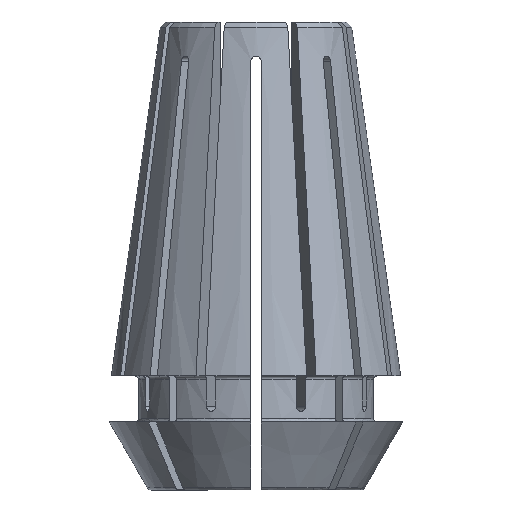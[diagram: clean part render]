
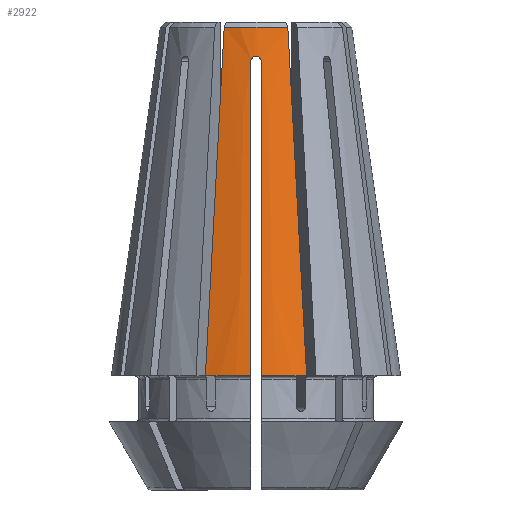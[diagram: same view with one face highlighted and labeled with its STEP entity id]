
A CAD part, front view. The second image highlights one B-rep face of the part: STEP entity #2922.
In plain terms, the highlighted conical face has half-angle 8 degrees and reference radius 5.577 mm.
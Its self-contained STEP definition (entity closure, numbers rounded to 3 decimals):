
#34=CONICAL_SURFACE('',#3215,5.577,0.14);
#90=CIRCLE('',#3013,8.5);
#95=CIRCLE('',#3021,8.5);
#203=CIRCLE('',#3216,5.619);
#1379=ORIENTED_EDGE('',*,*,#1623,.F.);
#1380=ORIENTED_EDGE('',*,*,#1835,.T.);
#1381=ORIENTED_EDGE('',*,*,#1803,.F.);
#1382=ORIENTED_EDGE('',*,*,#2005,.T.);
#1383=ORIENTED_EDGE('',*,*,#1812,.T.);
#1384=ORIENTED_EDGE('',*,*,#1840,.T.);
#1385=ORIENTED_EDGE('',*,*,#1798,.F.);
#1386=ORIENTED_EDGE('',*,*,#2016,.F.);
#1623=EDGE_CURVE('',#2077,#2078,#2357,.T.);
#1798=EDGE_CURVE('',#2245,#2246,#2414,.T.);
#1803=EDGE_CURVE('',#2250,#2251,#2416,.T.);
#1812=EDGE_CURVE('',#2259,#2260,#2420,.T.);
#1835=EDGE_CURVE('',#2077,#2251,#90,.T.);
#1840=EDGE_CURVE('',#2260,#2246,#95,.T.);
#2005=EDGE_CURVE('',#2250,#2259,#2456,.T.);
#2016=EDGE_CURVE('',#2078,#2245,#203,.T.);
#2077=VERTEX_POINT('',#4191);
#2078=VERTEX_POINT('',#4199);
#2245=VERTEX_POINT('',#4790);
#2246=VERTEX_POINT('',#4798);
#2250=VERTEX_POINT('',#4810);
#2251=VERTEX_POINT('',#4821);
#2259=VERTEX_POINT('',#4857);
#2260=VERTEX_POINT('',#4858);
#2357=B_SPLINE_CURVE_WITH_KNOTS('',3,(#4192,#4193,#4194,#4195,#4196,#4197,
#4198),.UNSPECIFIED.,.F.,.F.,(4,3,4),(0.,0.015,
0.021),.UNSPECIFIED.);
#2414=B_SPLINE_CURVE_WITH_KNOTS('',3,(#4791,#4792,#4793,#4794,#4795,#4796,
#4797),.UNSPECIFIED.,.F.,.F.,(4,3,4),(0.,0.01,
0.021),.UNSPECIFIED.);
#2416=B_SPLINE_CURVE_WITH_KNOTS('',3,(#4811,#4812,#4813,#4814,#4815,#4816,
#4817,#4818,#4819,#4820),.UNSPECIFIED.,.F.,.F.,(4,3,3,4),(0.009,
0.011,0.022,0.027),.UNSPECIFIED.);
#2420=B_SPLINE_CURVE_WITH_KNOTS('',3,(#4847,#4848,#4849,#4850,#4851,#4852,
#4853,#4854,#4855,#4856),.UNSPECIFIED.,.F.,.F.,(4,3,3,4),(0.009,
0.011,0.022,0.027),.UNSPECIFIED.);
#2456=B_SPLINE_CURVE_WITH_KNOTS('',3,(#5336,#5337,#5338,#5339,#5340),
 .UNSPECIFIED.,.F.,.F.,(4,1,4),(0.,0.,
0.001),.UNSPECIFIED.);
#2590=EDGE_LOOP('',(#1379,#1380,#1381,#1382,#1383,#1384,#1385,#1386));
#2744=FACE_BOUND('',#2590,.T.);
#2922=ADVANCED_FACE('',(#2744),#34,.T.);
#3013=AXIS2_PLACEMENT_3D('',#4930,#3503,#3504);
#3021=AXIS2_PLACEMENT_3D('',#4938,#3519,#3520);
#3215=AXIS2_PLACEMENT_3D('',#5372,#3943,#3944);
#3216=AXIS2_PLACEMENT_3D('',#5373,#3945,#3946);
#3503=DIRECTION('',(0.,0.,1.));
#3504=DIRECTION('',(1.,0.,0.));
#3519=DIRECTION('',(0.,0.,1.));
#3520=DIRECTION('',(1.,0.,0.));
#3943=DIRECTION('',(0.,0.,-1.));
#3944=DIRECTION('',(-1.,0.,0.));
#3945=DIRECTION('',(0.,0.,1.));
#3946=DIRECTION('',(1.,0.,0.));
#4191=CARTESIAN_POINT('',(-2.974,-7.963,6.7));
#4192=CARTESIAN_POINT('',(-2.974,-7.963,6.7));
#4193=CARTESIAN_POINT('',(-2.709,-7.323,11.626));
#4194=CARTESIAN_POINT('',(-2.443,-6.683,16.552));
#4195=CARTESIAN_POINT('',(-2.178,-6.043,21.477));
#4196=CARTESIAN_POINT('',(-2.075,-5.795,23.385));
#4197=CARTESIAN_POINT('',(-1.973,-5.547,25.293));
#4198=CARTESIAN_POINT('',(-1.87,-5.299,27.2));
#4199=CARTESIAN_POINT('',(-1.87,-5.299,27.2));
#4790=CARTESIAN_POINT('',(1.87,-5.299,27.2));
#4791=CARTESIAN_POINT('',(1.87,-5.299,27.2));
#4792=CARTESIAN_POINT('',(2.045,-5.722,23.944));
#4793=CARTESIAN_POINT('',(2.221,-6.145,20.688));
#4794=CARTESIAN_POINT('',(2.396,-6.568,17.432));
#4795=CARTESIAN_POINT('',(2.589,-7.033,13.854));
#4796=CARTESIAN_POINT('',(2.781,-7.498,10.277));
#4797=CARTESIAN_POINT('',(2.974,-7.963,6.7));
#4798=CARTESIAN_POINT('',(2.974,-7.963,6.7));
#4810=CARTESIAN_POINT('',(-0.3,-5.892,25.2));
#4811=CARTESIAN_POINT('',(-0.3,-5.892,25.2));
#4812=CARTESIAN_POINT('',(-0.3,-5.99,24.508));
#4813=CARTESIAN_POINT('',(-0.3,-6.087,23.815));
#4814=CARTESIAN_POINT('',(-0.3,-6.185,23.123));
#4815=CARTESIAN_POINT('',(-0.3,-6.689,19.535));
#4816=CARTESIAN_POINT('',(-0.3,-7.194,15.947));
#4817=CARTESIAN_POINT('',(-0.3,-7.699,12.358));
#4818=CARTESIAN_POINT('',(-0.3,-7.964,10.472));
#4819=CARTESIAN_POINT('',(-0.3,-8.229,8.586));
#4820=CARTESIAN_POINT('',(-0.3,-8.495,6.7));
#4821=CARTESIAN_POINT('',(-0.3,-8.495,6.7));
#4847=CARTESIAN_POINT('',(0.3,-5.892,25.2));
#4848=CARTESIAN_POINT('',(0.3,-5.99,24.508));
#4849=CARTESIAN_POINT('',(0.3,-6.087,23.815));
#4850=CARTESIAN_POINT('',(0.3,-6.185,23.123));
#4851=CARTESIAN_POINT('',(0.3,-6.689,19.535));
#4852=CARTESIAN_POINT('',(0.3,-7.194,15.947));
#4853=CARTESIAN_POINT('',(0.3,-7.699,12.358));
#4854=CARTESIAN_POINT('',(0.3,-7.964,10.472));
#4855=CARTESIAN_POINT('',(0.3,-8.229,8.586));
#4856=CARTESIAN_POINT('',(0.3,-8.495,6.7));
#4857=CARTESIAN_POINT('',(0.3,-5.892,25.2));
#4858=CARTESIAN_POINT('',(0.3,-8.495,6.7));
#4930=CARTESIAN_POINT('',(0.,0.,6.7));
#4938=CARTESIAN_POINT('',(0.,0.,6.7));
#5336=CARTESIAN_POINT('',(-0.3,-5.892,25.2));
#5337=CARTESIAN_POINT('',(-0.3,-5.87,25.358));
#5338=CARTESIAN_POINT('',(0.,-5.845,25.642));
#5339=CARTESIAN_POINT('',(0.3,-5.87,25.358));
#5340=CARTESIAN_POINT('',(0.3,-5.892,25.2));
#5372=CARTESIAN_POINT('',(0.,0.,27.5));
#5373=CARTESIAN_POINT('',(0.,0.,27.2));
